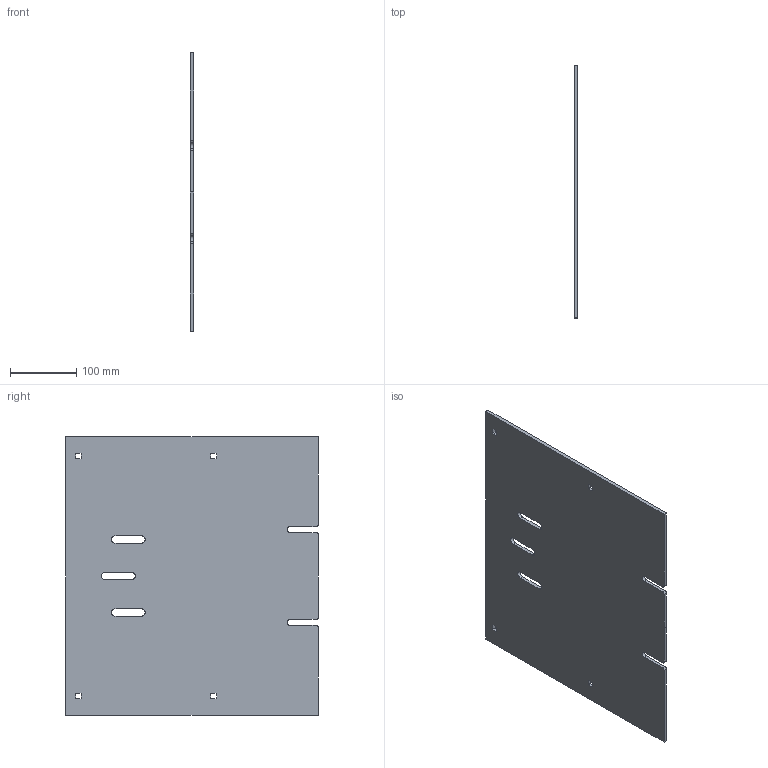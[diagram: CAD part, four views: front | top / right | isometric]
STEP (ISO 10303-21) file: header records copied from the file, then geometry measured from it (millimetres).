
FILE_DESCRIPTION(('CATIA V5 STEP Exchange'),'2;1');
FILE_NAME('Support.stp','2023-08-29T16:46:41+00:00',('none'),('none'),'CATIA Version 5 Release 19 SP 2 (IN-10)','CATIA V5 STEP AP203','none');
FILE_SCHEMA(('CONFIG_CONTROL_DESIGN'));
Length unit declared in the file: millimetre
Products named in the file (1): Support
Bounding box: 5 x 380 x 420 mm (x, y, z)
Volume: 784397.1 mm3; surface area: 325005.6 mm2
Topology: 1 solids, 1 shells, 64 faces, 186 edges, 124 vertices
Faces by surface type: plane 36, cylinder 28
Entity records: 2080 total; most frequent: ORIENTED_EDGE 372, CARTESIAN_POINT 363, DIRECTION 290, EDGE_CURVE 186, VECTOR 130, LINE 130, VERTEX_POINT 124, AXIS2_PLACEMENT_3D 109
